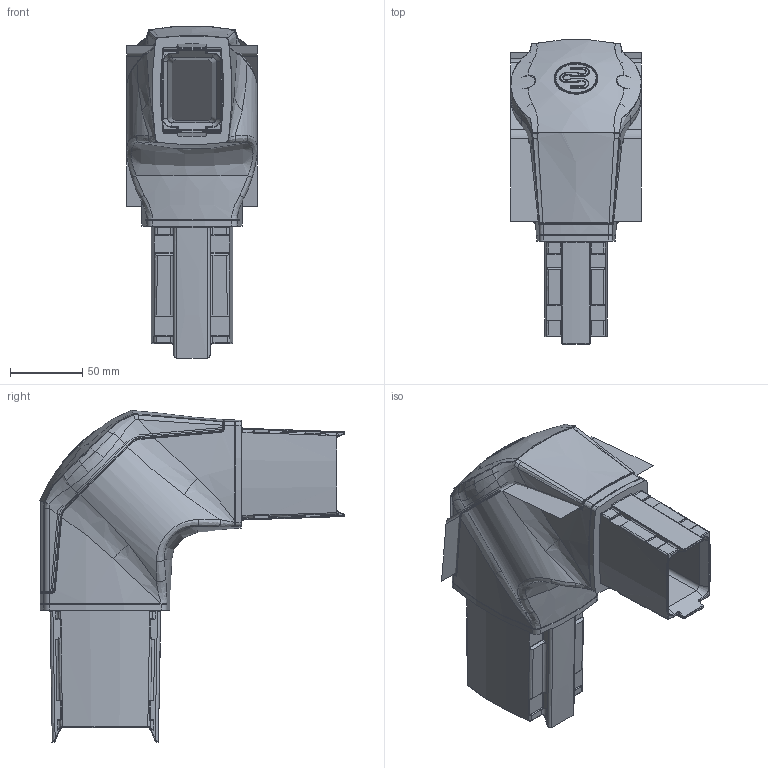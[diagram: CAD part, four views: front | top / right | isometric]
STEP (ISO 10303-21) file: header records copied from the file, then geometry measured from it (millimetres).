
FILE_DESCRIPTION((''),'2;1');
FILE_NAME('1017300009_ASM','2015-07-15T',('Falk.Schoember'),(''),'PRO/ENGINEER BY PARAMETRIC TECHNOLOGY CORPORATION, 2012360','PRO/ENGINEER BY PARAMETRIC TECHNOLOGY CORPORATION, 2012360','');
FILE_SCHEMA(('AUTOMOTIVE_DESIGN { 1 0 10303 214 1 1 1 1 }'));
Products named in the file (10): 9324217000_AF0; 9620439000_ASM; 9231010000_DICHTUNG-RW-DE; 9324218000_AF0; 9620449000_ASM; 9261334000; 9231797000_AF9; 9231742000_AF0; 9261441000; 1017300009_ASM
Assembly tree (11 placements, depth 3):
  1017300009_ASM
    9620439000_ASM
      9324217000_AF0
    9231010000_DICHTUNG-RW-DE
    9620449000_ASM
      9324218000_AF0
    9261334000  x2
    9231797000_AF9
    9231742000_AF0
    9261441000  x2
Bounding box: 90.12 x 210.08 x 229.31 mm (x, y, z)
Volume: 678349.4 mm3; surface area: 419316.6 mm2
Topology: 9 solids, 72 shells, 2088 faces, 5786 edges, 3783 vertices
Faces by surface type: cylinder 635, bspline 614, plane 473, torus 194, cone 118, sphere 53, extrusion 1
Entity records: 130754 total; most frequent: CARTESIAN_POINT 55640, ORIENTED_EDGE 9854, DIRECTION 8035, PRESENTATION_STYLE_ASSIGNMENT 5900, STYLED_ITEM 5900, EDGE_CURVE 5538, CURVE_STYLE 4080, VERTEX_POINT 3628
